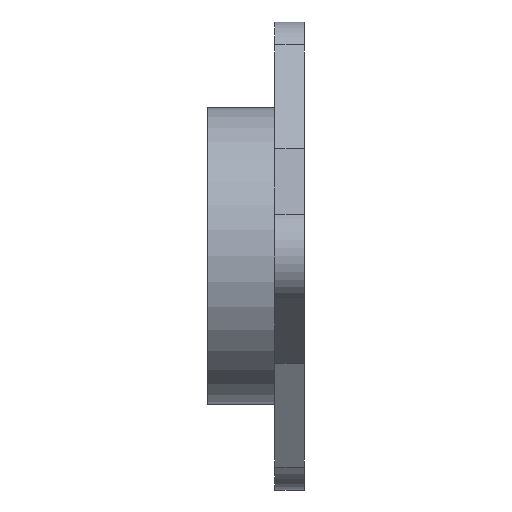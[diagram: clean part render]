
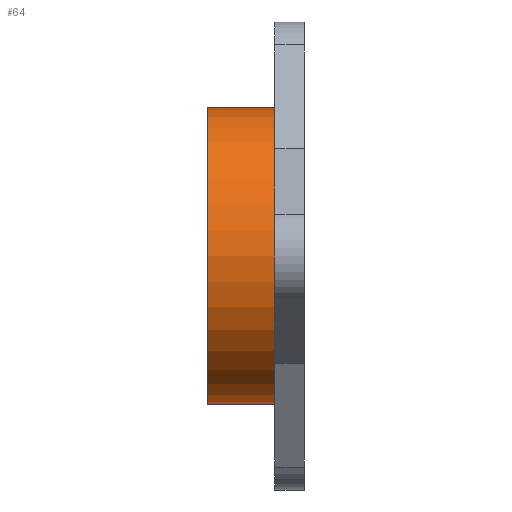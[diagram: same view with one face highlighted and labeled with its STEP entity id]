
A CAD part, front view. The second image highlights one B-rep face of the part: STEP entity #64.
In plain terms, the highlighted cylindrical face has radius 15 mm (diameter 30 mm), a partial arc.
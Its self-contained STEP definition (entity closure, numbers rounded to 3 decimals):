
#17 = DIRECTION ( 'NONE',  ( 1., 0., 0. ) ) ;
#64 = ADVANCED_FACE ( 'NONE', ( #9977 ), #2838, .T. ) ;
#530 = EDGE_CURVE ( 'NONE', #9122, #5833, #2425, .T. ) ;
#772 = CARTESIAN_POINT ( 'NONE',  ( 9.4, -7.469, -3.799 ) ) ;
#2057 = DIRECTION ( 'NONE',  ( -1., 0., 0. ) ) ;
#2425 = CIRCLE ( 'NONE', #8736, 15. ) ;
#2467 = CARTESIAN_POINT ( 'NONE',  ( -0.4, -7.469, -18.799 ) ) ;
#2496 = VECTOR ( 'NONE', #10296, 1000. ) ;
#2782 = CARTESIAN_POINT ( 'NONE',  ( -0.4, -7.469, -33.799 ) ) ;
#2838 = CYLINDRICAL_SURFACE ( 'NONE', #9730, 15. ) ;
#3936 = CARTESIAN_POINT ( 'NONE',  ( -0.4, -7.469, -3.799 ) ) ;
#4026 = DIRECTION ( 'NONE',  ( 0., 0., -1. ) ) ;
#4175 = CIRCLE ( 'NONE', #8502, 15. ) ;
#4212 = ORIENTED_EDGE ( 'NONE', *, *, #9811, .F. ) ;
#4433 = CARTESIAN_POINT ( 'NONE',  ( 6.4, -7.469, -33.799 ) ) ;
#5235 = DIRECTION ( 'NONE',  ( 0., 0., 1. ) ) ;
#5645 = DIRECTION ( 'NONE',  ( 0., 0., 1. ) ) ;
#5833 = VERTEX_POINT ( 'NONE', #3936 ) ;
#6552 = ORIENTED_EDGE ( 'NONE', *, *, #8986, .T. ) ;
#7126 = LINE ( 'NONE', #772, #2496 ) ;
#7245 = CARTESIAN_POINT ( 'NONE',  ( 6.4, -7.469, -18.799 ) ) ;
#7339 = ORIENTED_EDGE ( 'NONE', *, *, #530, .F. ) ;
#7356 = DIRECTION ( 'NONE',  ( -1., 0., 0. ) ) ;
#7465 = VECTOR ( 'NONE', #7356, 1000. ) ;
#7714 = ORIENTED_EDGE ( 'NONE', *, *, #8274, .F. ) ;
#7723 = VERTEX_POINT ( 'NONE', #4433 ) ;
#7764 = VERTEX_POINT ( 'NONE', #8743 ) ;
#8274 = EDGE_CURVE ( 'NONE', #7723, #9122, #8964, .T. ) ;
#8295 = CARTESIAN_POINT ( 'NONE',  ( 9.4, -7.469, -33.799 ) ) ;
#8502 = AXIS2_PLACEMENT_3D ( 'NONE', #7245, #17, #4026 ) ;
#8736 = AXIS2_PLACEMENT_3D ( 'NONE', #2467, #9594, #5645 ) ;
#8743 = CARTESIAN_POINT ( 'NONE',  ( 6.4, -7.469, -3.799 ) ) ;
#8964 = LINE ( 'NONE', #8295, #7465 ) ;
#8986 = EDGE_CURVE ( 'NONE', #7764, #5833, #7126, .T. ) ;
#9122 = VERTEX_POINT ( 'NONE', #2782 ) ;
#9189 = CARTESIAN_POINT ( 'NONE',  ( 9.4, -7.469, -18.799 ) ) ;
#9413 = EDGE_LOOP ( 'NONE', ( #7714, #4212, #6552, #7339 ) ) ;
#9594 = DIRECTION ( 'NONE',  ( -1., 0., 0. ) ) ;
#9730 = AXIS2_PLACEMENT_3D ( 'NONE', #9189, #2057, #5235 ) ;
#9811 = EDGE_CURVE ( 'NONE', #7764, #7723, #4175, .T. ) ;
#9977 = FACE_OUTER_BOUND ( 'NONE', #9413, .T. ) ;
#10296 = DIRECTION ( 'NONE',  ( -1., 0., 0. ) ) ;
